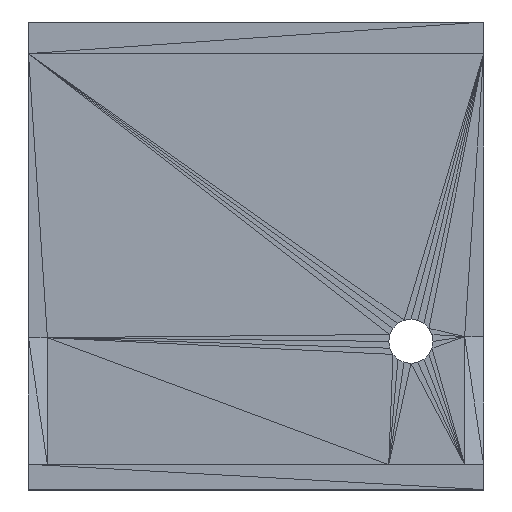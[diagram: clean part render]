
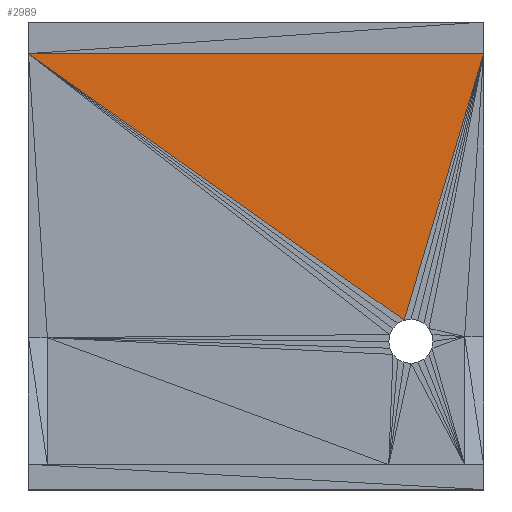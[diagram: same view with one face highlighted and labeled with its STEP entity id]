
A CAD part, top view. The second image highlights one B-rep face of the part: STEP entity #2989.
In plain terms, the highlighted planar face has unit normal (0, 0, 1).
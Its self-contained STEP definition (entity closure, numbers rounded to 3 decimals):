
#157=FACE_OUTER_BOUND('',#415,.T.);
#415=EDGE_LOOP('',(#2241,#2242,#2243));
#791=LINE('',#4797,#1178);
#792=LINE('',#4798,#1179);
#793=LINE('',#4799,#1180);
#1178=VECTOR('',#3925,10.);
#1179=VECTOR('',#3926,10.);
#1180=VECTOR('',#3927,10.);
#1375=VERTEX_POINT('',#4600);
#1412=VERTEX_POINT('',#4747);
#1414=VERTEX_POINT('',#4775);
#1688=EDGE_CURVE('',#1412,#1414,#791,.T.);
#1689=EDGE_CURVE('',#1412,#1375,#792,.T.);
#1690=EDGE_CURVE('',#1375,#1414,#793,.T.);
#2241=ORIENTED_EDGE('',*,*,#1688,.F.);
#2242=ORIENTED_EDGE('',*,*,#1689,.T.);
#2243=ORIENTED_EDGE('',*,*,#1690,.T.);
#2731=PLANE('',#3261);
#2989=ADVANCED_FACE('',(#157),#2731,.T.);
#3261=AXIS2_PLACEMENT_3D('',#4796,#3923,#3924);
#3923=DIRECTION('center_axis',(0.,0.,1.));
#3924=DIRECTION('ref_axis',(1.,0.,0.));
#3925=DIRECTION('',(1.,0.,0.));
#3926=DIRECTION('',(0.816,-0.579,0.));
#3927=DIRECTION('',(0.286,0.958,0.));
#4600=CARTESIAN_POINT('',(24.708,21.417,4.));
#4747=CARTESIAN_POINT('',(-5.,42.5,4.));
#4775=CARTESIAN_POINT('',(31.,42.5,4.));
#4796=CARTESIAN_POINT('Origin',(24.708,21.417,4.));
#4797=CARTESIAN_POINT('',(-5.,42.5,4.));
#4798=CARTESIAN_POINT('',(-5.,42.5,4.));
#4799=CARTESIAN_POINT('',(24.708,21.417,4.));
